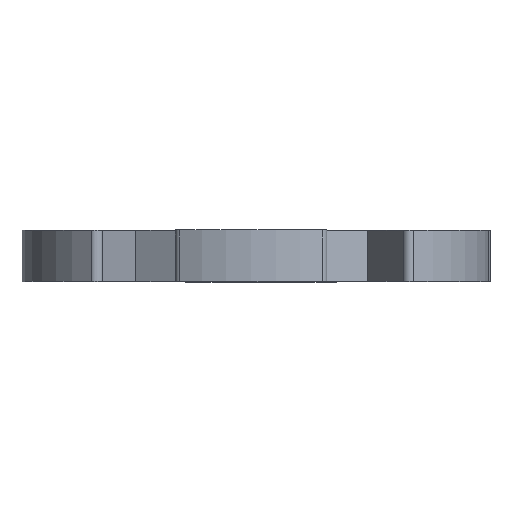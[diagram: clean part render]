
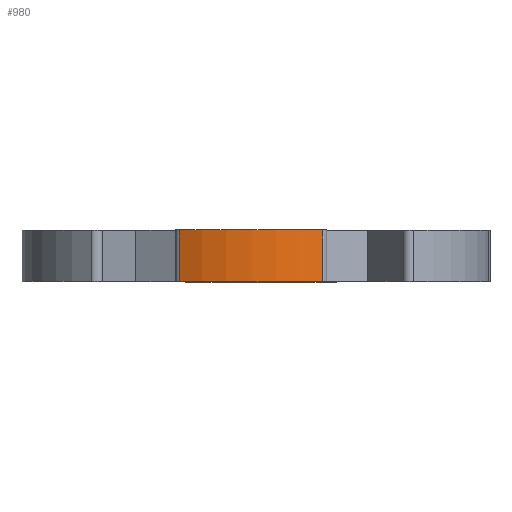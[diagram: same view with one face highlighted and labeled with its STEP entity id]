
A CAD part, top view. The second image highlights one B-rep face of the part: STEP entity #980.
In plain terms, the highlighted cylindrical face has radius 20.455 mm (diameter 40.91 mm), a partial arc.
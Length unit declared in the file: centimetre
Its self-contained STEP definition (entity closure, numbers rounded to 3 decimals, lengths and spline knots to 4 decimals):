
#39=LINE('',#1465,#111);
#90=LINE('',#1625,#162);
#111=VECTOR('',#1172,1.);
#162=VECTOR('',#1317,1.);
#246=FACE_OUTER_BOUND('',#317,.T.);
#317=EDGE_LOOP('',(#787,#788,#789,#790));
#378=CIRCLE('',#1034,2.0455);
#406=CIRCLE('',#1078,2.0455);
#438=VERTEX_POINT('',#1458);
#441=VERTEX_POINT('',#1463);
#444=VERTEX_POINT('',#1473);
#503=VERTEX_POINT('',#1623);
#539=EDGE_CURVE('',#441,#438,#39,.T.);
#543=EDGE_CURVE('',#444,#438,#378,.T.);
#618=EDGE_CURVE('',#503,#441,#406,.T.);
#619=EDGE_CURVE('',#444,#503,#90,.T.);
#787=ORIENTED_EDGE('',*,*,#618,.F.);
#788=ORIENTED_EDGE('',*,*,#619,.F.);
#789=ORIENTED_EDGE('',*,*,#543,.T.);
#790=ORIENTED_EDGE('',*,*,#539,.F.);
#937=CYLINDRICAL_SURFACE('',#1077,2.0455);
#980=ADVANCED_FACE('',(#246),#937,.T.);
#1034=AXIS2_PLACEMENT_3D('',#1474,#1180,#1181);
#1077=AXIS2_PLACEMENT_3D('',#1622,#1313,#1314);
#1078=AXIS2_PLACEMENT_3D('',#1624,#1315,#1316);
#1172=DIRECTION('',(0.,-1.,0.));
#1180=DIRECTION('center_axis',(0.,1.,0.));
#1181=DIRECTION('ref_axis',(-0.452,0.,0.892));
#1313=DIRECTION('center_axis',(0.,1.,0.));
#1314=DIRECTION('ref_axis',(-0.452,0.,0.892));
#1315=DIRECTION('center_axis',(0.,1.,0.));
#1316=DIRECTION('ref_axis',(-0.452,0.,0.892));
#1317=DIRECTION('',(0.,1.,0.));
#1458=CARTESIAN_POINT('',(4.2336,12.8494,-11.6708));
#1463=CARTESIAN_POINT('',(4.2336,13.4844,-11.6708));
#1465=CARTESIAN_POINT('',(4.2336,12.8494,-11.6708));
#1473=CARTESIAN_POINT('',(2.4571,12.8494,-11.7061));
#1474=CARTESIAN_POINT('Origin',(3.3819,12.8494,-13.5306));
#1622=CARTESIAN_POINT('Origin',(3.3819,12.8494,-13.5306));
#1623=CARTESIAN_POINT('',(2.4571,13.4844,-11.7061));
#1624=CARTESIAN_POINT('Origin',(3.3819,13.4844,-13.5306));
#1625=CARTESIAN_POINT('',(2.4571,12.8494,-11.7061));
